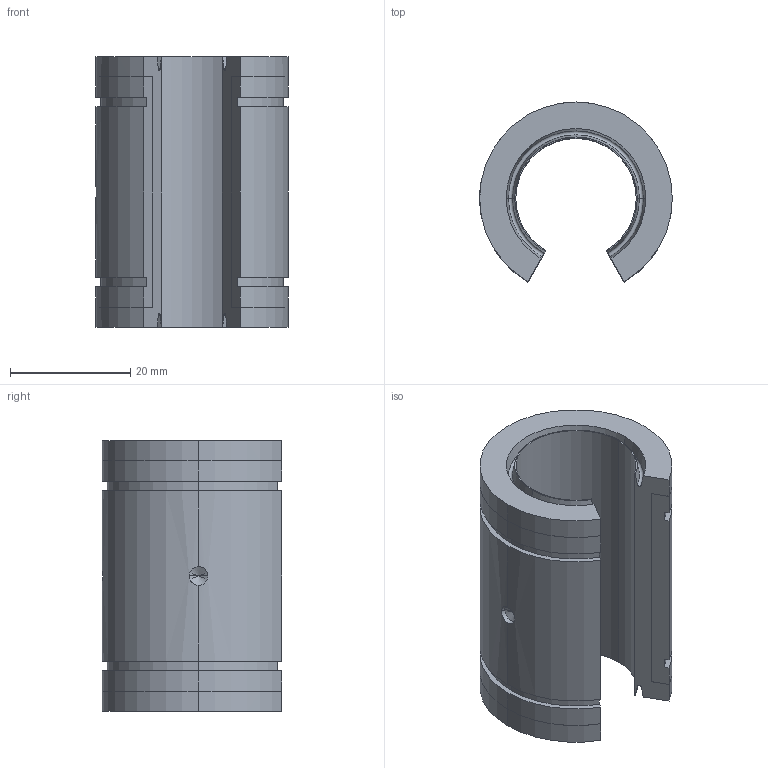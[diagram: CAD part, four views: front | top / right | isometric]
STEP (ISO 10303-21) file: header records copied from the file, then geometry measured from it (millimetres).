
FILE_DESCRIPTION (( 'STEP AP214' ), '1' );
FILE_NAME ('LAN-20-2RS-32-045-ltk.step', '2020-09-10T11:46:41', ( '' ), ( '' ), 'SwSTEP 2.0', 'SolidWorks 2010', '' );
FILE_SCHEMA (( 'AUTOMOTIVE_DESIGN' ));
Length unit declared in the file: millimetre
Products named in the file (1): LAN-20-2RS-32-045-ltk
Bounding box: 32 x 29.85 x 45 mm (x, y, z)
Volume: 17877.4 mm3; surface area: 8160 mm2
Topology: 1 solids, 1 shells, 70 faces, 191 edges, 120 vertices
Faces by surface type: cylinder 30, plane 18, cone 16, torus 6
Entity records: 2772 total; most frequent: CARTESIAN_POINT 488, DIRECTION 415, ORIENTED_EDGE 374, EDGE_CURVE 187, AXIS2_PLACEMENT_3D 163, VERTEX_POINT 120, CIRCLE 92, VECTOR 89
